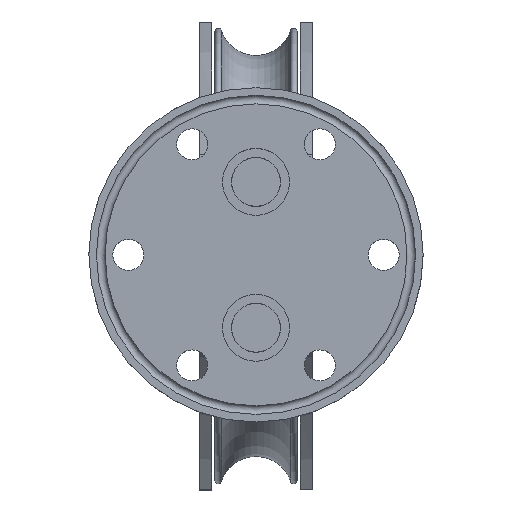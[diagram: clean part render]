
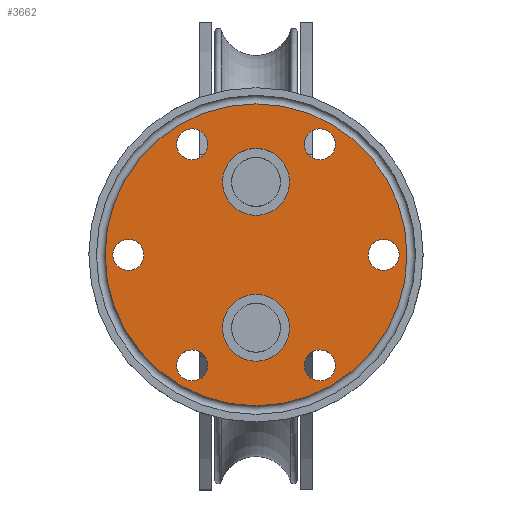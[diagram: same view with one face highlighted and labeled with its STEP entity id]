
A CAD part, top view. The second image highlights one B-rep face of the part: STEP entity #3662.
In plain terms, the highlighted planar face has unit normal (0, 0, 1).
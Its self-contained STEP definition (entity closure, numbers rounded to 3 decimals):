
#566=PLANE('',#3952);
#695=FACE_BOUND('',#1108,.T.);
#696=FACE_BOUND('',#1109,.T.);
#697=FACE_BOUND('',#1110,.T.);
#698=FACE_BOUND('',#1111,.T.);
#699=FACE_BOUND('',#1112,.T.);
#700=FACE_BOUND('',#1113,.T.);
#701=FACE_BOUND('',#1114,.T.);
#702=FACE_BOUND('',#1115,.T.);
#830=FACE_OUTER_BOUND('',#1107,.T.);
#1107=EDGE_LOOP('',(#2733));
#1108=EDGE_LOOP('',(#2734));
#1109=EDGE_LOOP('',(#2735));
#1110=EDGE_LOOP('',(#2736));
#1111=EDGE_LOOP('',(#2737));
#1112=EDGE_LOOP('',(#2738));
#1113=EDGE_LOOP('',(#2739));
#1114=EDGE_LOOP('',(#2740));
#1115=EDGE_LOOP('',(#2741));
#1468=CIRCLE('',#3918,11.);
#1471=CIRCLE('',#3923,11.);
#1472=CIRCLE('',#3925,5.1);
#1474=CIRCLE('',#3928,5.1);
#1475=CIRCLE('',#3930,5.1);
#1477=CIRCLE('',#3933,5.1);
#1479=CIRCLE('',#3937,5.1);
#1481=CIRCLE('',#3941,5.1);
#1486=CIRCLE('',#3953,49.672);
#1754=VERTEX_POINT('',#7374);
#1757=VERTEX_POINT('',#7382);
#1758=VERTEX_POINT('',#7385);
#1760=VERTEX_POINT('',#7390);
#1761=VERTEX_POINT('',#7393);
#1763=VERTEX_POINT('',#7398);
#1765=VERTEX_POINT('',#7410);
#1767=VERTEX_POINT('',#7422);
#1771=VERTEX_POINT('',#7456);
#2132=EDGE_CURVE('',#1754,#1754,#1468,.T.);
#2135=EDGE_CURVE('',#1757,#1757,#1471,.T.);
#2136=EDGE_CURVE('',#1758,#1758,#1472,.T.);
#2138=EDGE_CURVE('',#1760,#1760,#1474,.T.);
#2139=EDGE_CURVE('',#1761,#1761,#1475,.T.);
#2141=EDGE_CURVE('',#1763,#1763,#1477,.T.);
#2144=EDGE_CURVE('',#1765,#1765,#1479,.T.);
#2147=EDGE_CURVE('',#1767,#1767,#1481,.T.);
#2155=EDGE_CURVE('',#1771,#1771,#1486,.T.);
#2733=ORIENTED_EDGE('',*,*,#2155,.T.);
#2734=ORIENTED_EDGE('',*,*,#2132,.T.);
#2735=ORIENTED_EDGE('',*,*,#2135,.T.);
#2736=ORIENTED_EDGE('',*,*,#2136,.T.);
#2737=ORIENTED_EDGE('',*,*,#2138,.T.);
#2738=ORIENTED_EDGE('',*,*,#2139,.T.);
#2739=ORIENTED_EDGE('',*,*,#2141,.T.);
#2740=ORIENTED_EDGE('',*,*,#2144,.T.);
#2741=ORIENTED_EDGE('',*,*,#2147,.T.);
#3662=ADVANCED_FACE('',(#830,#695,#696,#697,#698,#699,#700,#701,#702),#566,
 .F.);
#3918=AXIS2_PLACEMENT_3D('',#7375,#4471,#4472);
#3923=AXIS2_PLACEMENT_3D('',#7383,#4481,#4482);
#3925=AXIS2_PLACEMENT_3D('',#7386,#4485,#4486);
#3928=AXIS2_PLACEMENT_3D('',#7391,#4491,#4492);
#3930=AXIS2_PLACEMENT_3D('',#7394,#4495,#4496);
#3933=AXIS2_PLACEMENT_3D('',#7399,#4501,#4502);
#3937=AXIS2_PLACEMENT_3D('',#7411,#4509,#4510);
#3941=AXIS2_PLACEMENT_3D('',#7423,#4517,#4518);
#3952=AXIS2_PLACEMENT_3D('',#7455,#4539,#4540);
#3953=AXIS2_PLACEMENT_3D('',#7457,#4541,#4542);
#4471=DIRECTION('center_axis',(0.,0.,
-1.));
#4472=DIRECTION('ref_axis',(0.,-1.,0.));
#4481=DIRECTION('center_axis',(0.,0.,
-1.));
#4482=DIRECTION('ref_axis',(0.,-1.,0.));
#4485=DIRECTION('center_axis',(0.,0.,
-1.));
#4486=DIRECTION('ref_axis',(0.,-1.,0.));
#4491=DIRECTION('center_axis',(0.,0.,
-1.));
#4492=DIRECTION('ref_axis',(0.866,-0.5,0.));
#4495=DIRECTION('center_axis',(0.,0.,
-1.));
#4496=DIRECTION('ref_axis',(0.866,0.5,0.));
#4501=DIRECTION('center_axis',(0.,0.,
-1.));
#4502=DIRECTION('ref_axis',(0.,1.,0.));
#4509=DIRECTION('center_axis',(0.,0.,
-1.));
#4510=DIRECTION('ref_axis',(-0.866,0.5,0.));
#4517=DIRECTION('center_axis',(0.,0.,
-1.));
#4518=DIRECTION('ref_axis',(-0.866,-0.5,0.));
#4539=DIRECTION('center_axis',(0.,0.,
-1.));
#4540=DIRECTION('ref_axis',(0.,-1.,0.));
#4541=DIRECTION('center_axis',(0.,0.,
1.));
#4542=DIRECTION('ref_axis',(0.,-1.,0.));
#7374=CARTESIAN_POINT('',(0.,-13.,80.125));
#7375=CARTESIAN_POINT('Origin',(0.,-24.,80.125));
#7382=CARTESIAN_POINT('',(0.,35.,80.125));
#7383=CARTESIAN_POINT('Origin',(0.,24.,80.125));
#7385=CARTESIAN_POINT('',(21.,41.473,80.125));
#7386=CARTESIAN_POINT('Origin',(21.,36.373,80.125));
#7390=CARTESIAN_POINT('',(-25.417,38.923,80.125));
#7391=CARTESIAN_POINT('Origin',(-21.,36.373,80.125));
#7393=CARTESIAN_POINT('',(-46.417,-2.55,80.125));
#7394=CARTESIAN_POINT('Origin',(-42.,0.,80.125));
#7398=CARTESIAN_POINT('',(-21.,-41.473,80.125));
#7399=CARTESIAN_POINT('Origin',(-21.,-36.373,80.125));
#7410=CARTESIAN_POINT('',(25.417,-38.923,80.125));
#7411=CARTESIAN_POINT('Origin',(21.,-36.373,80.125));
#7422=CARTESIAN_POINT('',(46.417,2.55,80.125));
#7423=CARTESIAN_POINT('Origin',(42.,0.,80.125));
#7455=CARTESIAN_POINT('Origin',(0.,24.,80.125));
#7456=CARTESIAN_POINT('',(0.,49.672,80.125));
#7457=CARTESIAN_POINT('Origin',(0.,0.,
80.125));
